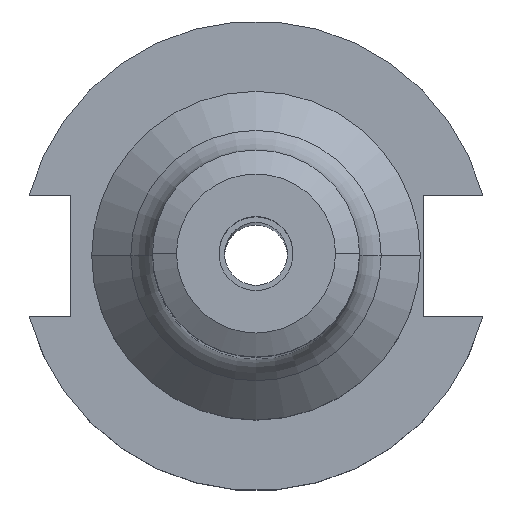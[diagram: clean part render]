
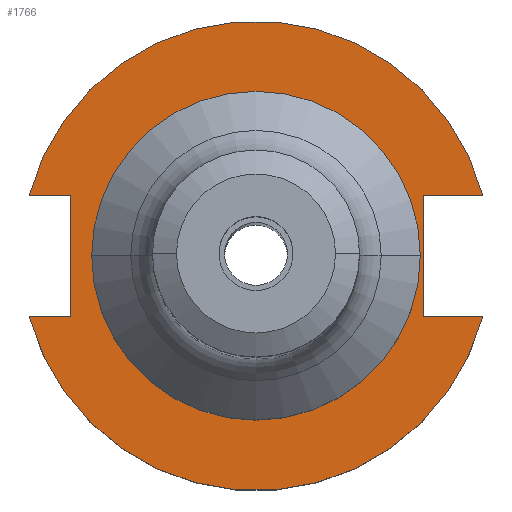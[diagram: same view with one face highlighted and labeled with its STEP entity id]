
A CAD part, top view. The second image highlights one B-rep face of the part: STEP entity #1766.
In plain terms, the highlighted planar face has unit normal (0, 0, 1).
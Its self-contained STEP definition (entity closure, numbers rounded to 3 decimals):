
#23 = EDGE_CURVE ( 'NONE', #45, #1349, #929, .T. ) ;
#45 = VERTEX_POINT ( 'NONE', #1418 ) ;
#50 = EDGE_CURVE ( 'NONE', #90, #1528, #974, .T. ) ;
#51 = ORIENTED_EDGE ( 'NONE', *, *, #1754, .T. ) ;
#81 = CIRCLE ( 'NONE', #485, 22.225 ) ;
#90 = VERTEX_POINT ( 'NONE', #1595 ) ;
#131 = VERTEX_POINT ( 'NONE', #1602 ) ;
#145 = DIRECTION ( 'NONE',  ( 1., 0., 0. ) ) ;
#152 = CIRCLE ( 'NONE', #546, 31.75 ) ;
#156 = VECTOR ( 'NONE', #1880, 1000. ) ;
#181 = EDGE_CURVE ( 'NONE', #131, #500, #1451, .T. ) ;
#234 = EDGE_LOOP ( 'NONE', ( #708, #859, #540, #885, #1285, #1744, #51, #310 ) ) ;
#254 = DIRECTION ( 'NONE',  ( 1., 0., 0. ) ) ;
#279 = DIRECTION ( 'NONE',  ( 1., 0., 0. ) ) ;
#287 = VECTOR ( 'NONE', #145, 1000. ) ;
#288 = EDGE_CURVE ( 'NONE', #903, #1186, #1224, .T. ) ;
#300 = DIRECTION ( 'NONE',  ( 1., 0., 0. ) ) ;
#310 = ORIENTED_EDGE ( 'NONE', *, *, #288, .T. ) ;
#326 = AXIS2_PLACEMENT_3D ( 'NONE', #1743, #1420, #254 ) ;
#384 = ORIENTED_EDGE ( 'NONE', *, *, #745, .F. ) ;
#407 = EDGE_CURVE ( 'NONE', #90, #500, #152, .T. ) ;
#459 = PLANE ( 'NONE',  #1020 ) ;
#466 = CARTESIAN_POINT ( 'NONE',  ( -25.091, -8.191, 19.05 ) ) ;
#485 = AXIS2_PLACEMENT_3D ( 'NONE', #1312, #547, #1614 ) ;
#500 = VERTEX_POINT ( 'NONE', #1871 ) ;
#502 = CARTESIAN_POINT ( 'NONE',  ( 22.225, 0., 19.05 ) ) ;
#521 = CARTESIAN_POINT ( 'NONE',  ( -61.091, -8.191, 19.05 ) ) ;
#540 = ORIENTED_EDGE ( 'NONE', *, *, #407, .T. ) ;
#546 = AXIS2_PLACEMENT_3D ( 'NONE', #1671, #771, #1375 ) ;
#547 = DIRECTION ( 'NONE',  ( 0., 0., 1. ) ) ;
#600 = EDGE_CURVE ( 'NONE', #1580, #1042, #1914, .T. ) ;
#607 = EDGE_CURVE ( 'NONE', #1186, #1528, #1788, .T. ) ;
#611 = CIRCLE ( 'NONE', #919, 31.75 ) ;
#657 = VECTOR ( 'NONE', #279, 1000. ) ;
#708 = ORIENTED_EDGE ( 'NONE', *, *, #607, .T. ) ;
#730 = VECTOR ( 'NONE', #1803, 1000. ) ;
#745 = EDGE_CURVE ( 'NONE', #1042, #1580, #81, .T. ) ;
#771 = DIRECTION ( 'NONE',  ( 0., 0., 1. ) ) ;
#799 = CARTESIAN_POINT ( 'NONE',  ( -22.225, 0., 19.05 ) ) ;
#857 = VECTOR ( 'NONE', #1893, 1000. ) ;
#859 = ORIENTED_EDGE ( 'NONE', *, *, #50, .F. ) ;
#885 = ORIENTED_EDGE ( 'NONE', *, *, #181, .F. ) ;
#903 = VERTEX_POINT ( 'NONE', #1331 ) ;
#919 = AXIS2_PLACEMENT_3D ( 'NONE', #1954, #1195, #300 ) ;
#929 = LINE ( 'NONE', #1428, #156 ) ;
#946 = FACE_OUTER_BOUND ( 'NONE', #234, .T. ) ;
#974 = LINE ( 'NONE', #521, #857 ) ;
#1002 = CARTESIAN_POINT ( 'NONE',  ( -25.091, 8.191, 19.05 ) ) ;
#1020 = AXIS2_PLACEMENT_3D ( 'NONE', #1516, #1216, #1074 ) ;
#1028 = CARTESIAN_POINT ( 'NONE',  ( 0., -8.191, 19.05 ) ) ;
#1042 = VERTEX_POINT ( 'NONE', #799 ) ;
#1045 = CARTESIAN_POINT ( 'NONE',  ( 22.606, 22.225, 19.05 ) ) ;
#1074 = DIRECTION ( 'NONE',  ( -1., 0., 0. ) ) ;
#1166 = CARTESIAN_POINT ( 'NONE',  ( -25.091, 8.191, 19.05 ) ) ;
#1186 = VERTEX_POINT ( 'NONE', #1166 ) ;
#1195 = DIRECTION ( 'NONE',  ( 0., 0., 1. ) ) ;
#1216 = DIRECTION ( 'NONE',  ( 0., 0., -1. ) ) ;
#1224 = LINE ( 'NONE', #1481, #287 ) ;
#1251 = EDGE_LOOP ( 'NONE', ( #1582, #384 ) ) ;
#1265 = DIRECTION ( 'NONE',  ( 0., -1., 0. ) ) ;
#1285 = ORIENTED_EDGE ( 'NONE', *, *, #1852, .T. ) ;
#1312 = CARTESIAN_POINT ( 'NONE',  ( 0., 0., 19.05 ) ) ;
#1331 = CARTESIAN_POINT ( 'NONE',  ( -30.675, 8.191, 19.05 ) ) ;
#1349 = VERTEX_POINT ( 'NONE', #1873 ) ;
#1375 = DIRECTION ( 'NONE',  ( 1., 0., 0. ) ) ;
#1385 = VECTOR ( 'NONE', #1265, 1000. ) ;
#1418 = CARTESIAN_POINT ( 'NONE',  ( 30.675, 8.191, 19.05 ) ) ;
#1420 = DIRECTION ( 'NONE',  ( 0., 0., 1. ) ) ;
#1428 = CARTESIAN_POINT ( 'NONE',  ( 0., 8.191, 19.05 ) ) ;
#1451 = LINE ( 'NONE', #1028, #657 ) ;
#1481 = CARTESIAN_POINT ( 'NONE',  ( -61.091, 8.191, 19.05 ) ) ;
#1516 = CARTESIAN_POINT ( 'NONE',  ( 0., 22.225, 19.05 ) ) ;
#1528 = VERTEX_POINT ( 'NONE', #466 ) ;
#1580 = VERTEX_POINT ( 'NONE', #502 ) ;
#1582 = ORIENTED_EDGE ( 'NONE', *, *, #600, .F. ) ;
#1595 = CARTESIAN_POINT ( 'NONE',  ( -30.675, -8.191, 19.05 ) ) ;
#1602 = CARTESIAN_POINT ( 'NONE',  ( 22.606, -8.191, 19.05 ) ) ;
#1614 = DIRECTION ( 'NONE',  ( 1., 0., 0. ) ) ;
#1671 = CARTESIAN_POINT ( 'NONE',  ( 0., 0., 19.05 ) ) ;
#1673 = FACE_BOUND ( 'NONE', #1251, .T. ) ;
#1721 = LINE ( 'NONE', #1045, #730 ) ;
#1743 = CARTESIAN_POINT ( 'NONE',  ( 0., 0., 19.05 ) ) ;
#1744 = ORIENTED_EDGE ( 'NONE', *, *, #23, .F. ) ;
#1754 = EDGE_CURVE ( 'NONE', #45, #903, #611, .T. ) ;
#1766 = ADVANCED_FACE ( 'NONE', ( #1673, #946 ), #459, .F. ) ;
#1788 = LINE ( 'NONE', #1002, #1385 ) ;
#1803 = DIRECTION ( 'NONE',  ( 0., 1., 0. ) ) ;
#1852 = EDGE_CURVE ( 'NONE', #131, #1349, #1721, .T. ) ;
#1871 = CARTESIAN_POINT ( 'NONE',  ( 30.675, -8.191, 19.05 ) ) ;
#1873 = CARTESIAN_POINT ( 'NONE',  ( 22.606, 8.191, 19.05 ) ) ;
#1880 = DIRECTION ( 'NONE',  ( -1., 0., 0. ) ) ;
#1893 = DIRECTION ( 'NONE',  ( 1., 0., 0. ) ) ;
#1914 = CIRCLE ( 'NONE', #326, 22.225 ) ;
#1954 = CARTESIAN_POINT ( 'NONE',  ( 0., 0., 19.05 ) ) ;
